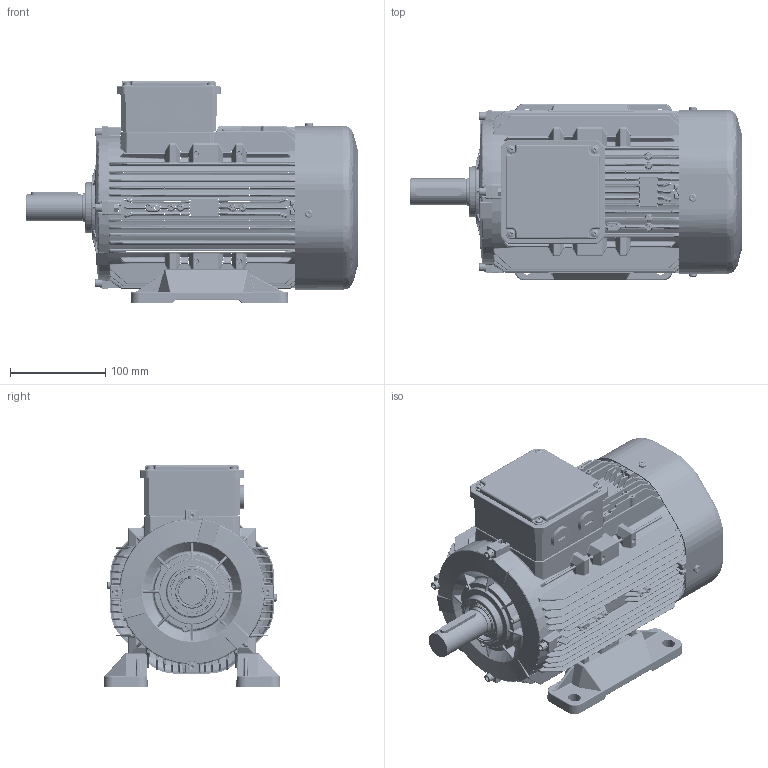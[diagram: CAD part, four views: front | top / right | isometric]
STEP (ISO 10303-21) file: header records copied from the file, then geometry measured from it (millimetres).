
FILE_DESCRIPTION(/* description */ (''),/* implementation_level */ '2;1');
FILE_NAME(/* name */ '_QHS series_ 100_B3_stp.stp',/* time_stamp */ '2024-07-30T11:48:35+03:00',/* author */ (''),/* organization */ (''),/* preprocessor_version */ 'ST-DEVELOPER v18.102',/* originating_system */ 'SIEMENS PLM Software NX2206.8101',/* authorisation */ '');
FILE_SCHEMA (('AUTOMOTIVE_DESIGN { 1 0 10303 214 3 1 1 1 }'));
Products named in the file (1): _QHS series_ 100_B3_stp_objects
Bounding box: 349.04 x 185.87 x 233.05 mm (x, y, z)
Surface area: 690745.3 mm2 (no closed solid volume)
Topology: 0 solids, 105 shells, 6176 faces, 19717 edges, 12675 vertices
Faces by surface type: cylinder 2787, plane 1529, torus 1043, bspline 474, cone 229, sphere 114
Full cylindrical faces by diameter (mm): 3.5 x3, 5 x6, 8 x7, 8.5 x4, 9.3 x4, 9.5 x4, 9.6 x4, 9.874 x1, 10 x1, 25 x2, 27.5 x1, 27.6 x1, 28 x1, 30 x1
Entity records: 235026 total; most frequent: CARTESIAN_POINT 82671, ORIENTED_EDGE 30786, DIRECTION 26825, EDGE_CURVE 19355, VERTEX_POINT 12600, AXIS2_PLACEMENT_3D 10111, B_SPLINE_CURVE_WITH_KNOTS 8100, LINE 6603
